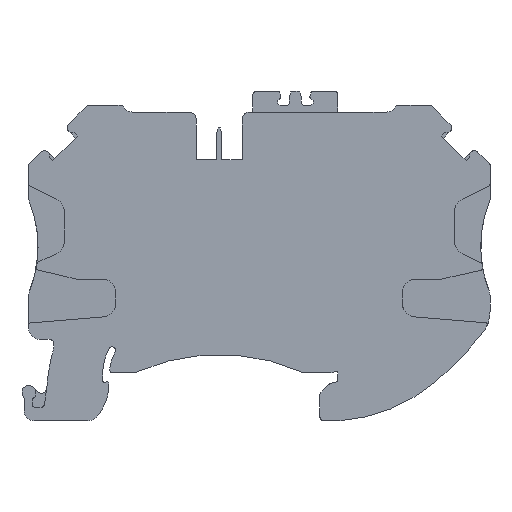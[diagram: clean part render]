
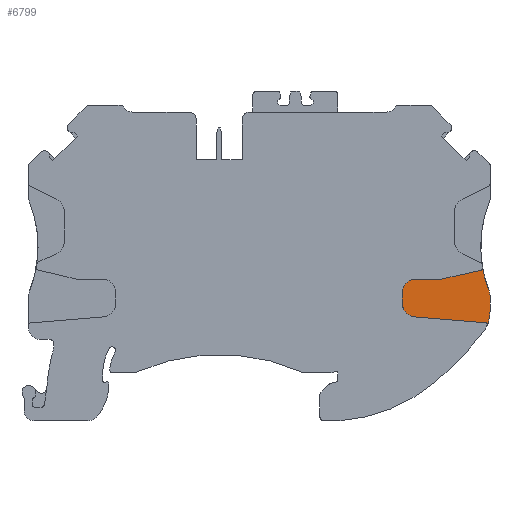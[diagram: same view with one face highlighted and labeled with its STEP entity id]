
A CAD part, front view. The second image highlights one B-rep face of the part: STEP entity #6799.
In plain terms, the highlighted planar face has unit normal (0, -1, 0).
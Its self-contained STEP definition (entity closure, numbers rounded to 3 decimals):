
#90=CIRCLE('',#6946,2.);
#91=CIRCLE('',#6949,5.581);
#93=CIRCLE('',#6952,4.856);
#112=CIRCLE('',#7003,17.875);
#132=CIRCLE('',#7047,0.25);
#135=CIRCLE('',#7052,0.25);
#230=CIRCLE('',#7227,2.);
#232=CIRCLE('',#7231,2.);
#1415=ORIENTED_EDGE('',*,*,#2402,.F.);
#1416=ORIENTED_EDGE('',*,*,#2398,.F.);
#1417=ORIENTED_EDGE('',*,*,#2396,.F.);
#1418=ORIENTED_EDGE('',*,*,#2437,.F.);
#1419=ORIENTED_EDGE('',*,*,#2135,.T.);
#1420=ORIENTED_EDGE('',*,*,#1971,.F.);
#1421=ORIENTED_EDGE('',*,*,#1968,.F.);
#1422=ORIENTED_EDGE('',*,*,#1966,.F.);
#1423=ORIENTED_EDGE('',*,*,#1963,.T.);
#1424=ORIENTED_EDGE('',*,*,#2050,.F.);
#1425=ORIENTED_EDGE('',*,*,#2128,.T.);
#1426=ORIENTED_EDGE('',*,*,#2131,.F.);
#1427=ORIENTED_EDGE('',*,*,#2438,.F.);
#1963=EDGE_CURVE('',#2686,#2685,#90,.F.);
#1966=EDGE_CURVE('',#2686,#2688,#3150,.T.);
#1968=EDGE_CURVE('',#2688,#2689,#91,.T.);
#1971=EDGE_CURVE('',#2689,#2691,#93,.T.);
#2050=EDGE_CURVE('',#2739,#2685,#112,.F.);
#2128=EDGE_CURVE('',#2739,#2793,#132,.T.);
#2131=EDGE_CURVE('',#2795,#2793,#3272,.T.);
#2135=EDGE_CURVE('',#2798,#2691,#135,.T.);
#2396=EDGE_CURVE('',#2960,#2957,#230,.T.);
#2398=EDGE_CURVE('',#2957,#2962,#3442,.T.);
#2402=EDGE_CURVE('',#2962,#2964,#232,.T.);
#2437=EDGE_CURVE('',#2798,#2960,#3476,.T.);
#2438=EDGE_CURVE('',#2964,#2795,#3477,.T.);
#2685=VERTEX_POINT('',#9125);
#2686=VERTEX_POINT('',#9127);
#2688=VERTEX_POINT('',#9133);
#2689=VERTEX_POINT('',#9137);
#2691=VERTEX_POINT('',#9143);
#2739=VERTEX_POINT('',#9301);
#2793=VERTEX_POINT('',#9458);
#2795=VERTEX_POINT('',#9464);
#2798=VERTEX_POINT('',#9472);
#2957=VERTEX_POINT('',#9967);
#2960=VERTEX_POINT('',#9974);
#2962=VERTEX_POINT('',#9980);
#2964=VERTEX_POINT('',#9985);
#3150=LINE('',#9132,#3650);
#3272=LINE('',#9463,#3772);
#3442=LINE('',#9979,#3942);
#3476=LINE('',#10057,#3976);
#3477=LINE('',#10058,#3977);
#3650=VECTOR('',#7600,1000.);
#3772=VECTOR('',#7926,1000.);
#3942=VECTOR('',#8454,1000.);
#3976=VECTOR('',#8536,1000.);
#3977=VECTOR('',#8537,1000.);
#4253=EDGE_LOOP('',(#1415,#1416,#1417,#1418,#1419,#1420,#1421,#1422,#1423,
#1424,#1425,#1426,#1427));
#4535=FACE_BOUND('',#4253,.T.);
#4725=PLANE('',#7252);
#6799=ADVANCED_FACE('',(#4535),#4725,.F.);
#6946=AXIS2_PLACEMENT_3D('',#9126,#7594,#7595);
#6949=AXIS2_PLACEMENT_3D('',#9136,#7604,#7605);
#6952=AXIS2_PLACEMENT_3D('',#9142,#7611,#7612);
#7003=AXIS2_PLACEMENT_3D('',#9302,#7773,#7774);
#7047=AXIS2_PLACEMENT_3D('',#9457,#7919,#7920);
#7052=AXIS2_PLACEMENT_3D('',#9471,#7933,#7934);
#7227=AXIS2_PLACEMENT_3D('',#9975,#8449,#8450);
#7231=AXIS2_PLACEMENT_3D('',#9987,#8461,#8462);
#7252=AXIS2_PLACEMENT_3D('',#10056,#8534,#8535);
#7594=DIRECTION('',(0.,1.,0.));
#7595=DIRECTION('',(0.,0.,1.));
#7600=DIRECTION('',(0.,0.,-1.));
#7604=DIRECTION('',(0.,1.,0.));
#7605=DIRECTION('',(0.,0.,1.));
#7611=DIRECTION('',(0.,1.,0.));
#7612=DIRECTION('',(0.,0.,1.));
#7773=DIRECTION('',(0.,1.,0.));
#7774=DIRECTION('',(0.,0.,1.));
#7919=DIRECTION('',(0.,1.,0.));
#7920=DIRECTION('',(0.,0.,1.));
#7926=DIRECTION('',(0.976,0.,0.218));
#7933=DIRECTION('',(0.,1.,0.));
#7934=DIRECTION('',(0.,0.,1.));
#8449=DIRECTION('',(0.,1.,0.));
#8450=DIRECTION('',(0.,0.,1.));
#8454=DIRECTION('',(0.,0.,1.));
#8461=DIRECTION('',(0.,1.,0.));
#8462=DIRECTION('',(0.,0.,1.));
#8534=DIRECTION('',(0.,1.,0.));
#8535=DIRECTION('',(0.,0.,1.));
#8536=DIRECTION('',(-0.997,0.,0.083));
#8537=DIRECTION('',(1.,0.,0.));
#9125=CARTESIAN_POINT('',(38.162,2.57,-8.357));
#9126=CARTESIAN_POINT('',(36.3,2.57,-9.088));
#9127=CARTESIAN_POINT('',(38.3,2.57,-9.088));
#9132=CARTESIAN_POINT('',(38.3,2.57,-6.6));
#9133=CARTESIAN_POINT('',(38.3,2.57,-11.334));
#9136=CARTESIAN_POINT('',(32.719,2.57,-11.334));
#9137=CARTESIAN_POINT('',(38.18,2.57,-12.484));
#9142=CARTESIAN_POINT('',(33.428,2.57,-11.483));
#9143=CARTESIAN_POINT('',(37.892,2.57,-13.397));
#9301=CARTESIAN_POINT('',(37.212,2.57,-5.013));
#9302=CARTESIAN_POINT('',(54.8,2.57,-1.824));
#9457=CARTESIAN_POINT('',(36.966,2.57,-5.057));
#9458=CARTESIAN_POINT('',(37.02,2.57,-5.301));
#9463=CARTESIAN_POINT('',(31.21,2.57,-6.6));
#9464=CARTESIAN_POINT('',(31.21,2.57,-6.6));
#9471=CARTESIAN_POINT('',(37.662,2.57,-13.298));
#9472=CARTESIAN_POINT('',(37.683,2.57,-13.049));
#9967=CARTESIAN_POINT('',(25.36,2.57,-10.187));
#9974=CARTESIAN_POINT('',(27.195,2.57,-12.18));
#9975=CARTESIAN_POINT('',(27.36,2.57,-10.187));
#9979=CARTESIAN_POINT('',(25.36,2.57,0.));
#9980=CARTESIAN_POINT('',(25.36,2.57,-8.6));
#9985=CARTESIAN_POINT('',(27.36,2.57,-6.6));
#9987=CARTESIAN_POINT('',(27.36,2.57,-8.6));
#10056=CARTESIAN_POINT('',(0.,2.57,0.));
#10057=CARTESIAN_POINT('',(23.81,2.57,-11.9));
#10058=CARTESIAN_POINT('',(23.81,2.57,-6.6));
